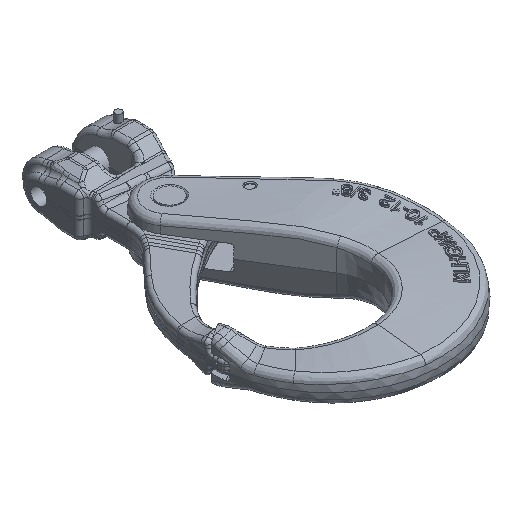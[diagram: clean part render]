
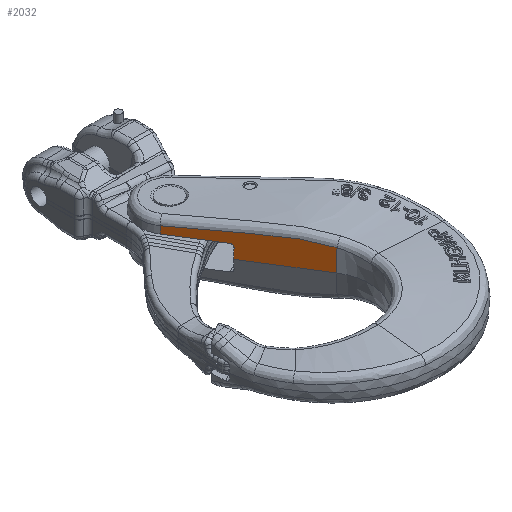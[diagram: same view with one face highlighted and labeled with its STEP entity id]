
A CAD part, isometric view. The second image highlights one B-rep face of the part: STEP entity #2032.
In plain terms, the highlighted planar face has unit normal (-0.843, -0.527, 0.104).
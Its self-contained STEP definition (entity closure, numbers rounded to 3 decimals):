
#2032=ADVANCED_FACE('',(#3366),#3001,.T.);
#3001=PLANE('',#18123);
#3366=FACE_OUTER_BOUND('',#4448,.T.);
#4448=EDGE_LOOP('',(#7839,#7840,#7841,#7842,#7843,#7844,#7845));
#5959=B_SPLINE_CURVE_WITH_KNOTS('',3,(#32013,#32014,#32015,#32016,#32017,
#32018,#32019,#32020,#32021,#32022,#32023,#32024,#32025,#32026,#32027,#32028),
 .UNSPECIFIED.,.F.,.F.,(4,3,3,3,3,4),(0.,0.218,0.436,
0.649,0.858,1.),.UNSPECIFIED.);
#5960=B_SPLINE_CURVE_WITH_KNOTS('',3,(#32036,#32037,#32038,#32039,#32040,
#32041,#32042,#32043,#32044,#32045,#32046,#32047,#32048,#32049,#32050,#32051),
 .UNSPECIFIED.,.F.,.F.,(4,2,2,2,2,2,2,4),(0.,0.063,0.125,0.188,0.25,0.375,
0.5,1.),.UNSPECIFIED.);
#6472=ELLIPSE('',#18122,1076.262,112.5);
#7839=ORIENTED_EDGE('',*,*,#14351,.F.);
#7840=ORIENTED_EDGE('',*,*,#14352,.T.);
#7841=ORIENTED_EDGE('',*,*,#14353,.T.);
#7842=ORIENTED_EDGE('',*,*,#14354,.T.);
#7843=ORIENTED_EDGE('',*,*,#14355,.F.);
#7844=ORIENTED_EDGE('',*,*,#14356,.T.);
#7845=ORIENTED_EDGE('',*,*,#13696,.T.);
#12056=VERTEX_POINT('',#24973);
#12058=VERTEX_POINT('',#24976);
#12480=VERTEX_POINT('',#32012);
#12481=VERTEX_POINT('',#32029);
#12482=VERTEX_POINT('',#32031);
#12483=VERTEX_POINT('',#32033);
#12484=VERTEX_POINT('',#32035);
#13696=EDGE_CURVE('',#12058,#12056,#16252,.T.);
#14351=EDGE_CURVE('',#12480,#12056,#16483,.T.);
#14352=EDGE_CURVE('',#12480,#12481,#5959,.T.);
#14353=EDGE_CURVE('',#12481,#12482,#6472,.T.);
#14354=EDGE_CURVE('',#12482,#12483,#16484,.T.);
#14355=EDGE_CURVE('',#12484,#12483,#16485,.T.);
#14356=EDGE_CURVE('',#12484,#12058,#5960,.T.);
#16252=LINE('',#24975,#17049);
#16483=LINE('',#32011,#17382);
#16484=LINE('',#32032,#17383);
#16485=LINE('',#32034,#17384);
#17049=VECTOR('',#19538,1.);
#17382=VECTOR('',#20131,1.);
#17383=VECTOR('',#20134,1.);
#17384=VECTOR('',#20135,1.);
#18122=AXIS2_PLACEMENT_3D('',#32030,#20132,#20133);
#18123=AXIS2_PLACEMENT_3D('',#32052,#20136,#20137);
#19538=DIRECTION('',(-0.089,-0.055,-0.995));
#20131=DIRECTION('',(-0.53,0.848,0.));
#20132=DIRECTION('',(0.843,0.527,-0.105));
#20133=DIRECTION('',(-0.089,-0.055,-0.995));
#20134=DIRECTION('',(0.53,-0.848,0.));
#20135=DIRECTION('',(-0.089,-0.055,-0.995));
#20136=DIRECTION('',(-0.843,-0.527,0.105));
#20137=DIRECTION('',(0.53,-0.848,0.));
#24973=CARTESIAN_POINT('',(-15.241,80.84,7.4));
#24975=CARTESIAN_POINT('',(-15.901,80.428,0.));
#24976=CARTESIAN_POINT('',(-14.882,81.065,11.429));
#32011=CARTESIAN_POINT('',(17.694,28.132,7.4));
#32012=CARTESIAN_POINT('',(0.709,55.314,7.4));
#32013=CARTESIAN_POINT('',(0.709,55.314,7.4));
#32014=CARTESIAN_POINT('',(0.83,55.121,7.4));
#32015=CARTESIAN_POINT('',(0.95,54.922,7.362));
#32016=CARTESIAN_POINT('',(1.057,54.735,7.287));
#32017=CARTESIAN_POINT('',(1.165,54.547,7.212));
#32018=CARTESIAN_POINT('',(1.264,54.366,7.099));
#32019=CARTESIAN_POINT('',(1.346,54.208,6.956));
#32020=CARTESIAN_POINT('',(1.425,54.052,6.816));
#32021=CARTESIAN_POINT('',(1.491,53.914,6.644));
#32022=CARTESIAN_POINT('',(1.535,53.805,6.453));
#32023=CARTESIAN_POINT('',(1.579,53.698,6.267));
#32024=CARTESIAN_POINT('',(1.604,53.616,6.059));
#32025=CARTESIAN_POINT('',(1.609,53.566,5.845));
#32026=CARTESIAN_POINT('',(1.612,53.532,5.699));
#32027=CARTESIAN_POINT('',(1.606,53.511,5.549));
#32028=CARTESIAN_POINT('',(1.591,53.506,5.4));
#32029=CARTESIAN_POINT('',(1.591,53.506,5.4));
#32030=CARTESIAN_POINT('',(-36.549,159.344,231.28));
#32031=CARTESIAN_POINT('',(1.044,53.31,0.));
#32032=CARTESIAN_POINT('',(17.035,27.72,0.));
#32033=CARTESIAN_POINT('',(24.709,15.44,0.));
#32034=CARTESIAN_POINT('',(24.709,15.44,0.));
#32035=CARTESIAN_POINT('',(25.798,16.121,12.228));
#32036=CARTESIAN_POINT('',(25.798,16.121,12.228));
#32037=CARTESIAN_POINT('',(24.974,17.491,12.484));
#32038=CARTESIAN_POINT('',(24.146,18.86,12.704));
#32039=CARTESIAN_POINT('',(22.486,21.593,13.088));
#32040=CARTESIAN_POINT('',(21.653,22.957,13.243));
#32041=CARTESIAN_POINT('',(20.,25.695,13.712));
#32042=CARTESIAN_POINT('',(19.161,27.055,13.805));
#32043=CARTESIAN_POINT('',(17.483,29.774,13.971));
#32044=CARTESIAN_POINT('',(16.64,31.131,14.01));
#32045=CARTESIAN_POINT('',(14.108,35.198,14.092));
#32046=CARTESIAN_POINT('',(12.419,37.909,14.125));
#32047=CARTESIAN_POINT('',(9.01,43.306,13.829));
#32048=CARTESIAN_POINT('',(7.303,46.002,13.653));
#32049=CARTESIAN_POINT('',(-1.238,59.482,12.704));
#32050=CARTESIAN_POINT('',(-8.079,70.259,11.842));
#32051=CARTESIAN_POINT('',(-14.882,81.065,11.429));
#32052=CARTESIAN_POINT('',(17.035,27.72,0.));
